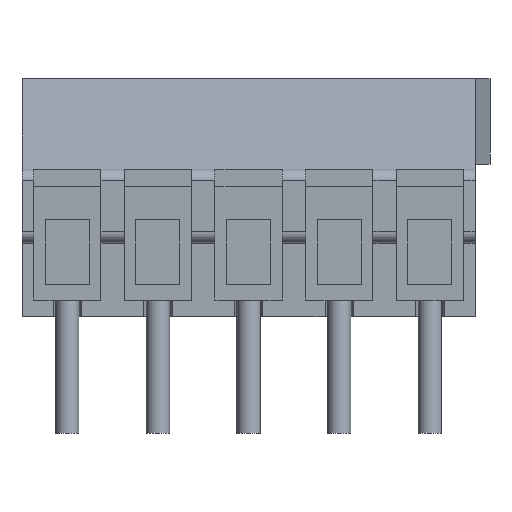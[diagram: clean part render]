
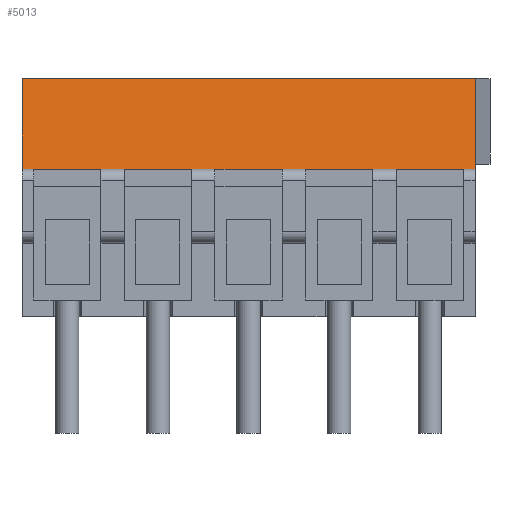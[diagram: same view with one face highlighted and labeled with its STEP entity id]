
A CAD part, front view. The second image highlights one B-rep face of the part: STEP entity #5013.
In plain terms, the highlighted planar face has unit normal (0, -0.985, 0.174).
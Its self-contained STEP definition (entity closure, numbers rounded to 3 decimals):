
#44 = PLANE('',#45);
#45 = AXIS2_PLACEMENT_3D('',#46,#47,#48);
#46 = CARTESIAN_POINT('',(-1.75,-0.574,4.593));
#47 = DIRECTION('',(-1.,-0.,-0.));
#48 = DIRECTION('',(0.,0.,-1.));
#970 = PLANE('',#971);
#971 = AXIS2_PLACEMENT_3D('',#972,#973,#974);
#972 = CARTESIAN_POINT('',(15.75,-0.574,4.593));
#973 = DIRECTION('',(1.,0.,0.));
#974 = DIRECTION('',(0.,0.,1.));
#1154 = VERTEX_POINT('',#1155);
#1155 = CARTESIAN_POINT('',(-1.75,-3.45,5.7));
#1169 = PLANE('',#1170);
#1170 = AXIS2_PLACEMENT_3D('',#1171,#1172,#1173);
#1171 = CARTESIAN_POINT('',(7.,-3.724,5.7));
#1172 = DIRECTION('',(0.,0.,1.));
#1173 = DIRECTION('',(0.,1.,0.));
#1181 = EDGE_CURVE('',#1182,#1154,#1184,.T.);
#1182 = VERTEX_POINT('',#1183);
#1183 = CARTESIAN_POINT('',(-1.75,-2.83,9.2));
#1184 = SURFACE_CURVE('',#1185,(#1189,#1196),.PCURVE_S1.);
#1185 = LINE('',#1186,#1187);
#1186 = CARTESIAN_POINT('',(-1.75,-2.83,9.2));
#1187 = VECTOR('',#1188,1.);
#1188 = DIRECTION('',(0.,-0.174,-0.985));
#1189 = PCURVE('',#44,#1190);
#1190 = DEFINITIONAL_REPRESENTATION('',(#1191),#1195);
#1191 = LINE('',#1192,#1193);
#1192 = CARTESIAN_POINT('',(-4.607,2.256));
#1193 = VECTOR('',#1194,1.);
#1194 = DIRECTION('',(0.985,0.174));
#1195 = ( GEOMETRIC_REPRESENTATION_CONTEXT(2)
PARAMETRIC_REPRESENTATION_CONTEXT() REPRESENTATION_CONTEXT('2D SPACE',''
) );
#1196 = PCURVE('',#1197,#1202);
#1197 = PLANE('',#1198);
#1198 = AXIS2_PLACEMENT_3D('',#1199,#1200,#1201);
#1199 = CARTESIAN_POINT('',(-1.75,-2.83,9.2));
#1200 = DIRECTION('',(0.,0.985,-0.174));
#1201 = DIRECTION('',(0.,-0.174,-0.985));
#1202 = DEFINITIONAL_REPRESENTATION('',(#1203),#1207);
#1203 = LINE('',#1204,#1205);
#1204 = CARTESIAN_POINT('',(0.,0.));
#1205 = VECTOR('',#1206,1.);
#1206 = DIRECTION('',(1.,0.));
#1207 = ( GEOMETRIC_REPRESENTATION_CONTEXT(2)
PARAMETRIC_REPRESENTATION_CONTEXT() REPRESENTATION_CONTEXT('2D SPACE',''
) );
#1225 = PLANE('',#1226);
#1226 = AXIS2_PLACEMENT_3D('',#1227,#1228,#1229);
#1227 = CARTESIAN_POINT('',(7.06,0.097,9.2));
#1228 = DIRECTION('',(0.,0.,1.));
#1229 = DIRECTION('',(0.,1.,0.));
#1825 = VERTEX_POINT('',#1826);
#1826 = CARTESIAN_POINT('',(15.75,-2.83,9.2));
#1847 = EDGE_CURVE('',#1825,#1848,#1850,.T.);
#1848 = VERTEX_POINT('',#1849);
#1849 = CARTESIAN_POINT('',(15.75,-3.45,5.7));
#1850 = SURFACE_CURVE('',#1851,(#1855,#1862),.PCURVE_S1.);
#1851 = LINE('',#1852,#1853);
#1852 = CARTESIAN_POINT('',(15.75,-2.83,9.2));
#1853 = VECTOR('',#1854,1.);
#1854 = DIRECTION('',(0.,-0.174,-0.985));
#1855 = PCURVE('',#970,#1856);
#1856 = DEFINITIONAL_REPRESENTATION('',(#1857),#1861);
#1857 = LINE('',#1858,#1859);
#1858 = CARTESIAN_POINT('',(4.607,2.256));
#1859 = VECTOR('',#1860,1.);
#1860 = DIRECTION('',(-0.985,0.174));
#1861 = ( GEOMETRIC_REPRESENTATION_CONTEXT(2)
PARAMETRIC_REPRESENTATION_CONTEXT() REPRESENTATION_CONTEXT('2D SPACE',''
) );
#1862 = PCURVE('',#1197,#1863);
#1863 = DEFINITIONAL_REPRESENTATION('',(#1864),#1868);
#1864 = LINE('',#1865,#1866);
#1865 = CARTESIAN_POINT('',(0.,-17.5));
#1866 = VECTOR('',#1867,1.);
#1867 = DIRECTION('',(1.,0.));
#1868 = ( GEOMETRIC_REPRESENTATION_CONTEXT(2)
PARAMETRIC_REPRESENTATION_CONTEXT() REPRESENTATION_CONTEXT('2D SPACE',''
) );
#4441 = EDGE_CURVE('',#1182,#1825,#4442,.T.);
#4442 = SURFACE_CURVE('',#4443,(#4447,#4454),.PCURVE_S1.);
#4443 = LINE('',#4444,#4445);
#4444 = CARTESIAN_POINT('',(-1.75,-2.83,9.2));
#4445 = VECTOR('',#4446,1.);
#4446 = DIRECTION('',(1.,0.,0.));
#4447 = PCURVE('',#1225,#4448);
#4448 = DEFINITIONAL_REPRESENTATION('',(#4449),#4453);
#4449 = LINE('',#4450,#4451);
#4450 = CARTESIAN_POINT('',(-2.927,8.81));
#4451 = VECTOR('',#4452,1.);
#4452 = DIRECTION('',(0.,-1.));
#4453 = ( GEOMETRIC_REPRESENTATION_CONTEXT(2)
PARAMETRIC_REPRESENTATION_CONTEXT() REPRESENTATION_CONTEXT('2D SPACE',''
) );
#4454 = PCURVE('',#1197,#4455);
#4455 = DEFINITIONAL_REPRESENTATION('',(#4456),#4460);
#4456 = LINE('',#4457,#4458);
#4457 = CARTESIAN_POINT('',(0.,0.));
#4458 = VECTOR('',#4459,1.);
#4459 = DIRECTION('',(0.,-1.));
#4460 = ( GEOMETRIC_REPRESENTATION_CONTEXT(2)
PARAMETRIC_REPRESENTATION_CONTEXT() REPRESENTATION_CONTEXT('2D SPACE',''
) );
#5013 = ADVANCED_FACE('',(#5014),#1197,.F.);
#5014 = FACE_BOUND('',#5015,.F.);
#5015 = EDGE_LOOP('',(#5016,#5017,#5018,#5039));
#5016 = ORIENTED_EDGE('',*,*,#4441,.T.);
#5017 = ORIENTED_EDGE('',*,*,#1847,.T.);
#5018 = ORIENTED_EDGE('',*,*,#5019,.F.);
#5019 = EDGE_CURVE('',#1154,#1848,#5020,.T.);
#5020 = SURFACE_CURVE('',#5021,(#5025,#5032),.PCURVE_S1.);
#5021 = LINE('',#5022,#5023);
#5022 = CARTESIAN_POINT('',(-1.75,-3.45,5.7));
#5023 = VECTOR('',#5024,1.);
#5024 = DIRECTION('',(1.,0.,0.));
#5025 = PCURVE('',#1197,#5026);
#5026 = DEFINITIONAL_REPRESENTATION('',(#5027),#5031);
#5027 = LINE('',#5028,#5029);
#5028 = CARTESIAN_POINT('',(3.554,0.));
#5029 = VECTOR('',#5030,1.);
#5030 = DIRECTION('',(0.,-1.));
#5031 = ( GEOMETRIC_REPRESENTATION_CONTEXT(2)
PARAMETRIC_REPRESENTATION_CONTEXT() REPRESENTATION_CONTEXT('2D SPACE',''
) );
#5032 = PCURVE('',#1169,#5033);
#5033 = DEFINITIONAL_REPRESENTATION('',(#5034),#5038);
#5034 = LINE('',#5035,#5036);
#5035 = CARTESIAN_POINT('',(0.274,8.75));
#5036 = VECTOR('',#5037,1.);
#5037 = DIRECTION('',(0.,-1.));
#5038 = ( GEOMETRIC_REPRESENTATION_CONTEXT(2)
PARAMETRIC_REPRESENTATION_CONTEXT() REPRESENTATION_CONTEXT('2D SPACE',''
) );
#5039 = ORIENTED_EDGE('',*,*,#1181,.F.);
